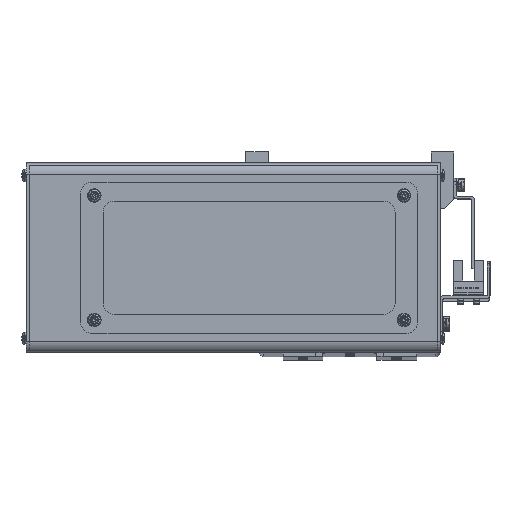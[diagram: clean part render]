
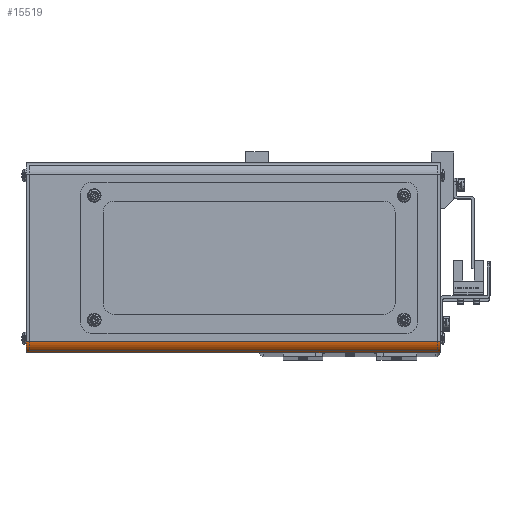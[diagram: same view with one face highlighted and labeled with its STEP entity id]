
A CAD part, top view. The second image highlights one B-rep face of the part: STEP entity #15519.
In plain terms, the highlighted cylindrical face has radius 5 mm (diameter 10 mm), a partial arc.
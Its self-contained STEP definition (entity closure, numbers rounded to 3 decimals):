
#137 = VECTOR ( 'NONE', #638, 1000. ) ;
#343 = DIRECTION ( 'NONE',  ( 0., 0., 1. ) ) ;
#638 = DIRECTION ( 'NONE',  ( 0., 0., 1. ) ) ;
#3934 = ORIENTED_EDGE ( 'NONE', *, *, #53463, .F. ) ;
#7072 = CARTESIAN_POINT ( 'NONE',  ( 5., 0., 0. ) ) ;
#7162 = CYLINDRICAL_SURFACE ( 'NONE', #13241, 5. ) ;
#10620 = CARTESIAN_POINT ( 'NONE',  ( 5., 0., -183. ) ) ;
#13241 = AXIS2_PLACEMENT_3D ( 'NONE', #25141, #15607, #58362 ) ;
#15519 = ADVANCED_FACE ( 'NONE', ( #32420 ), #7162, .T. ) ;
#15607 = DIRECTION ( 'NONE',  ( 0., 0., 1. ) ) ;
#15742 = VECTOR ( 'NONE', #44524, 1000. ) ;
#19699 = DIRECTION ( 'NONE',  ( 0., 0., 1. ) ) ;
#21770 = AXIS2_PLACEMENT_3D ( 'NONE', #48232, #19699, #52962 ) ;
#24531 = CARTESIAN_POINT ( 'NONE',  ( 0., 5., -183. ) ) ;
#24688 = CARTESIAN_POINT ( 'NONE',  ( 0., 5., 0. ) ) ;
#25141 = CARTESIAN_POINT ( 'NONE',  ( 5., 5., -183. ) ) ;
#26025 = AXIS2_PLACEMENT_3D ( 'NONE', #28856, #343, #33556 ) ;
#26321 = VERTEX_POINT ( 'NONE', #31990 ) ;
#27969 = ORIENTED_EDGE ( 'NONE', *, *, #33262, .F. ) ;
#28856 = CARTESIAN_POINT ( 'NONE',  ( 5., 5., -183. ) ) ;
#31161 = EDGE_CURVE ( 'NONE', #45929, #44341, #41044, .T. ) ;
#31990 = CARTESIAN_POINT ( 'NONE',  ( 0., 5., -183. ) ) ;
#32420 = FACE_OUTER_BOUND ( 'NONE', #35006, .T. ) ;
#33262 = EDGE_CURVE ( 'NONE', #55983, #44341, #47519, .T. ) ;
#33556 = DIRECTION ( 'NONE',  ( 1., 0., 0. ) ) ;
#35006 = EDGE_LOOP ( 'NONE', ( #27969, #3934, #50425, #41407 ) ) ;
#39747 = CARTESIAN_POINT ( 'NONE',  ( 5., 0., -183. ) ) ;
#41044 = LINE ( 'NONE', #39747, #15742 ) ;
#41407 = ORIENTED_EDGE ( 'NONE', *, *, #31161, .T. ) ;
#44341 = VERTEX_POINT ( 'NONE', #7072 ) ;
#44524 = DIRECTION ( 'NONE',  ( 0., 0., 1. ) ) ;
#45929 = VERTEX_POINT ( 'NONE', #10620 ) ;
#47519 = CIRCLE ( 'NONE', #21770, 5. ) ;
#48232 = CARTESIAN_POINT ( 'NONE',  ( 5., 5., 0. ) ) ;
#49250 = LINE ( 'NONE', #24531, #137 ) ;
#50425 = ORIENTED_EDGE ( 'NONE', *, *, #51597, .T. ) ;
#51597 = EDGE_CURVE ( 'NONE', #26321, #45929, #60527, .T. ) ;
#52962 = DIRECTION ( 'NONE',  ( 1., 0., 0. ) ) ;
#53463 = EDGE_CURVE ( 'NONE', #26321, #55983, #49250, .T. ) ;
#55983 = VERTEX_POINT ( 'NONE', #24688 ) ;
#58362 = DIRECTION ( 'NONE',  ( 1., 0., 0. ) ) ;
#60527 = CIRCLE ( 'NONE', #26025, 5. ) ;
